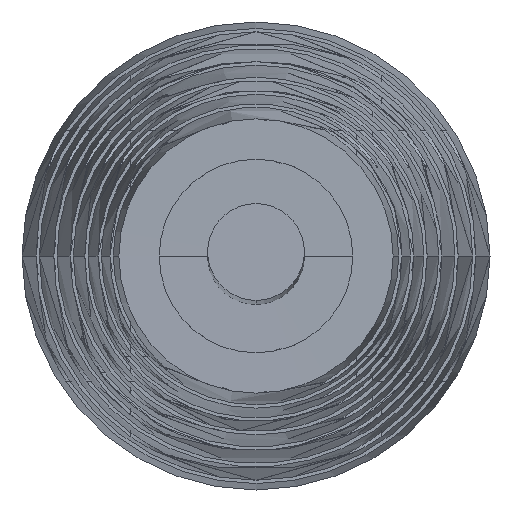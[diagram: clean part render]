
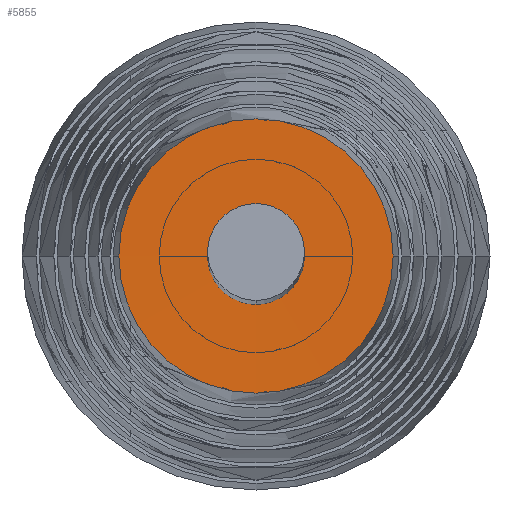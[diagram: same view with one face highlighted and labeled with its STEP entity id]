
A CAD part, front view. The second image highlights one B-rep face of the part: STEP entity #5855.
In plain terms, the highlighted planar face has unit normal (0, -1, 0).
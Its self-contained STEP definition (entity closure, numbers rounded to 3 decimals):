
#137=CARTESIAN_POINT('',(0.,-35.,0.));
#138=DIRECTION('',(0.,-1.,0.));
#139=DIRECTION('',(1.,0.,0.));
#140=AXIS2_PLACEMENT_3D('',#137,#138,#139);
#538=CARTESIAN_POINT('',(0.,-35.,0.));
#539=DIRECTION('',(0.,1.,0.));
#540=DIRECTION('',(1.,0.,0.));
#541=AXIS2_PLACEMENT_3D('',#538,#539,#540);
#1943=CARTESIAN_POINT('',(0.,-34.995,0.));
#1944=DIRECTION('',(0.,-1.,0.));
#1945=DIRECTION('',(1.,0.,0.));
#1946=AXIS2_PLACEMENT_3D('',#1943,#1944,#1945);
#1956=CARTESIAN_POINT('',(0.,-34.995,0.));
#1957=DIRECTION('',(0.,-1.,0.));
#1958=DIRECTION('',(0.,0.,1.));
#1959=AXIS2_PLACEMENT_3D('',#1956,#1957,#1958);
#1961=CARTESIAN_POINT('',(0.,-34.995,0.));
#1962=DIRECTION('',(0.,-1.,0.));
#1963=DIRECTION('',(0.,0.,-1.));
#1964=AXIS2_PLACEMENT_3D('',#1961,#1962,#1963);
#1966=CARTESIAN_POINT('',(0.,-34.995,0.));
#1967=DIRECTION('',(0.,-1.,0.));
#1968=DIRECTION('',(-1.,0.,0.));
#1969=AXIS2_PLACEMENT_3D('',#1966,#1967,#1968);
#4383=CARTESIAN_POINT('',(1.7,-35.,0.));
#4384=CARTESIAN_POINT('',(-1.7,-35.,0.));
#4385=VERTEX_POINT('',#4383);
#4386=VERTEX_POINT('',#4384);
#4771=CARTESIAN_POINT('',(0.,-34.995,-0.6));
#4772=CARTESIAN_POINT('',(0.6,-34.995,0.));
#4773=VERTEX_POINT('',#4771);
#4774=VERTEX_POINT('',#4772);
#4775=CARTESIAN_POINT('',(-0.6,-34.995,0.));
#4776=VERTEX_POINT('',#4775);
#4781=CARTESIAN_POINT('',(0.,-34.995,0.6));
#4782=VERTEX_POINT('',#4781);
#5838=CARTESIAN_POINT('',(0.,-35.,0.));
#5839=DIRECTION('',(0.,-1.,0.));
#5840=DIRECTION('',(-1.,0.,0.));
#5841=AXIS2_PLACEMENT_3D('',#5838,#5839,#5840);
#5842=PLANE('',#5841);
#5843=ORIENTED_EDGE('',*,*,#5145,.T.);
#5844=ORIENTED_EDGE('',*,*,#4945,.F.);
#5845=EDGE_LOOP('',(#5843,#5844));
#5846=FACE_OUTER_BOUND('',#5845,.F.);
#5848=ORIENTED_EDGE('',*,*,#5847,.T.);
#5849=ORIENTED_EDGE('',*,*,#5826,.T.);
#5850=ORIENTED_EDGE('',*,*,#5833,.T.);
#5852=ORIENTED_EDGE('',*,*,#5851,.T.);
#5853=EDGE_LOOP('',(#5848,#5849,#5850,#5852));
#5854=FACE_BOUND('',#5853,.F.);
#141=CIRCLE('',#140,1.7);
#542=CIRCLE('',#541,1.7);
#1947=CIRCLE('',#1946,0.6);
#1960=CIRCLE('',#1959,0.6);
#1965=CIRCLE('',#1964,0.6);
#1970=CIRCLE('',#1969,0.6);
#4945=EDGE_CURVE('',#4385,#4386,#141,.T.);
#5145=EDGE_CURVE('',#4385,#4386,#542,.T.);
#5826=EDGE_CURVE('',#4774,#4782,#1947,.T.);
#5833=EDGE_CURVE('',#4782,#4776,#1960,.T.);
#5847=EDGE_CURVE('',#4773,#4774,#1965,.T.);
#5851=EDGE_CURVE('',#4776,#4773,#1970,.T.);
#5855=ADVANCED_FACE('',(#5846,#5854),#5842,.T.);
